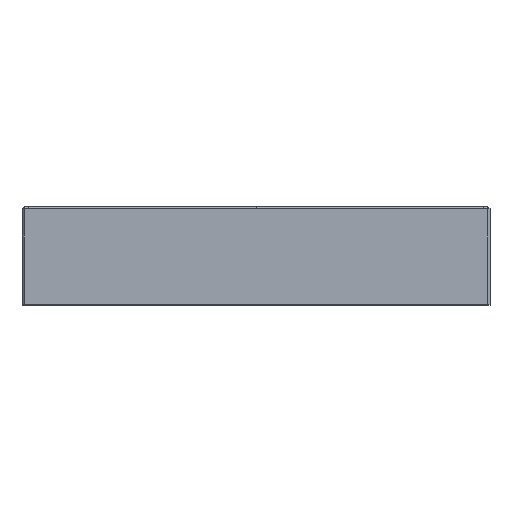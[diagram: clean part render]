
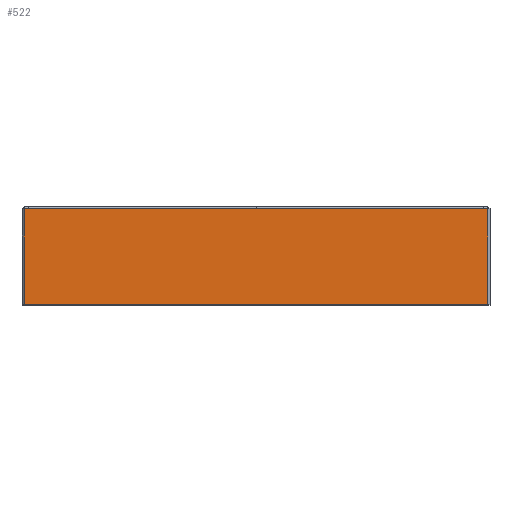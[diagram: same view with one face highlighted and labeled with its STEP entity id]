
A CAD part, top view. The second image highlights one B-rep face of the part: STEP entity #522.
In plain terms, the highlighted planar face has unit normal (0, 0, 1).
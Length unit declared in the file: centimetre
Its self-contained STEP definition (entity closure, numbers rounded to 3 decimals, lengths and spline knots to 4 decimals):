
#6 = CARTESIAN_POINT ( 'NONE',  ( 0., 0., 0. ) ) ;
#54 = CARTESIAN_POINT ( 'NONE',  ( 21.9, 0., 0. ) ) ;
#81 = EDGE_CURVE ( 'NONE', #815, #735, #286, .T. ) ;
#124 = CARTESIAN_POINT ( 'NONE',  ( 0.1, 4.5, 0. ) ) ;
#130 = EDGE_LOOP ( 'NONE', ( #1079, #930, #414, #179 ) ) ;
#134 = VERTEX_POINT ( 'NONE', #1089 ) ;
#139 = VECTOR ( 'NONE', #368, 100. ) ;
#147 = LINE ( 'NONE', #1155, #139 ) ;
#179 = ORIENTED_EDGE ( 'NONE', *, *, #81, .T. ) ;
#208 = EDGE_CURVE ( 'NONE', #134, #896, #837, .T. ) ;
#239 = DIRECTION ( 'NONE',  ( 0., 1., 0. ) ) ;
#246 = VECTOR ( 'NONE', #239, 100. ) ;
#286 = LINE ( 'NONE', #6, #1164 ) ;
#329 = DIRECTION ( 'NONE',  ( -1., 0., 0. ) ) ;
#339 = CARTESIAN_POINT ( 'NONE',  ( 21.9, 4.6, 0. ) ) ;
#368 = DIRECTION ( 'NONE',  ( 0., -1., 0. ) ) ;
#394 = CARTESIAN_POINT ( 'NONE',  ( 0.1, 4.5, 0. ) ) ;
#414 = ORIENTED_EDGE ( 'NONE', *, *, #666, .T. ) ;
#415 = DIRECTION ( 'NONE',  ( 1., 0., 0. ) ) ;
#522 = ADVANCED_FACE ( 'NONE', ( #636 ), #1034, .F. ) ;
#627 = LINE ( 'NONE', #339, #246 ) ;
#636 = FACE_OUTER_BOUND ( 'NONE', #130, .T. ) ;
#640 = DIRECTION ( 'NONE',  ( 0., 0., -1. ) ) ;
#645 = EDGE_CURVE ( 'NONE', #735, #134, #627, .T. ) ;
#666 = EDGE_CURVE ( 'NONE', #896, #815, #147, .T. ) ;
#735 = VERTEX_POINT ( 'NONE', #54 ) ;
#815 = VERTEX_POINT ( 'NONE', #1271 ) ;
#837 = LINE ( 'NONE', #124, #1093 ) ;
#896 = VERTEX_POINT ( 'NONE', #394 ) ;
#926 = CARTESIAN_POINT ( 'NONE',  ( 0., 4.6, 0. ) ) ;
#930 = ORIENTED_EDGE ( 'NONE', *, *, #208, .T. ) ;
#1013 = AXIS2_PLACEMENT_3D ( 'NONE', #926, #640, #1041 ) ;
#1034 = PLANE ( 'NONE',  #1013 ) ;
#1041 = DIRECTION ( 'NONE',  ( -1., 0., 0. ) ) ;
#1079 = ORIENTED_EDGE ( 'NONE', *, *, #645, .T. ) ;
#1089 = CARTESIAN_POINT ( 'NONE',  ( 21.9, 4.5, 0. ) ) ;
#1093 = VECTOR ( 'NONE', #329, 100. ) ;
#1155 = CARTESIAN_POINT ( 'NONE',  ( 0.1, 0., 0. ) ) ;
#1164 = VECTOR ( 'NONE', #415, 100. ) ;
#1271 = CARTESIAN_POINT ( 'NONE',  ( 0.1, 0., 0. ) ) ;
